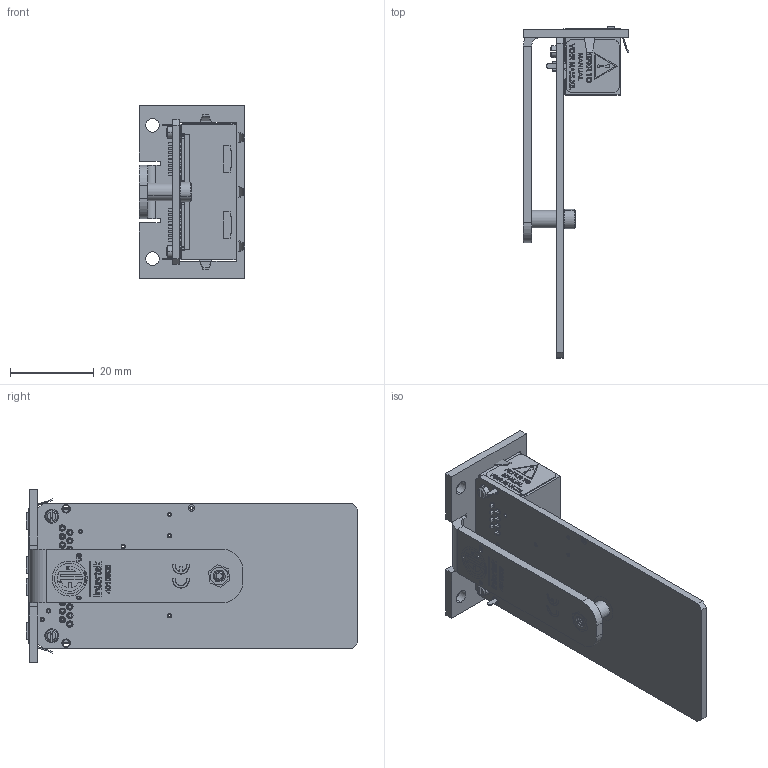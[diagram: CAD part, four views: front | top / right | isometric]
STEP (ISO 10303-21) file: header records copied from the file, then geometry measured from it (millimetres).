
FILE_DESCRIPTION (( 'STEP AP214' ), '1' );
FILE_NAME ('1000-1402-E.STEP', '2019-01-17T17:24:20', ( '' ), ( '' ), 'SwSTEP 2.0', 'SolidWorks 2018', '' );
FILE_SCHEMA (( 'AUTOMOTIVE_DESIGN' ));
Length unit declared in the file: inch
Products named in the file (18): 2004-217^2004-217; 2004-217; 2200-617; 1600-414; 2003-4064; 2102-311; 2250-1046; 1000-1402-E; 2500-511; PEM SO-440-10 ZI--S_PEM SO-440-10 ZI--S; PEM SO-440-10 ZI--S
Assembly tree (10 placements, depth 3):
  2200-617
  2003-4064
  1000-1402-E
    2102-311
  2500-511
  PEM SO-440-10 ZI--S
Bounding box: 25.22 x 78.99 x 41.27 mm (x, y, z)
Volume: 10735.3 mm3; surface area: 14273.6 mm2
Topology: 39 solids, 39 shells, 4780 faces, 13078 edges, 8673 vertices
Faces by surface type: plane 3799, cylinder 509, bspline 399, cone 73
Entity records: 205605 total; most frequent: CARTESIAN_POINT 42806, ORIENTED_EDGE 26154, DIRECTION 21998, EDGE_CURVE 13077, VECTOR 11140, LINE 11140, VERTEX_POINT 8671, AXIS2_PLACEMENT_3D 5429
